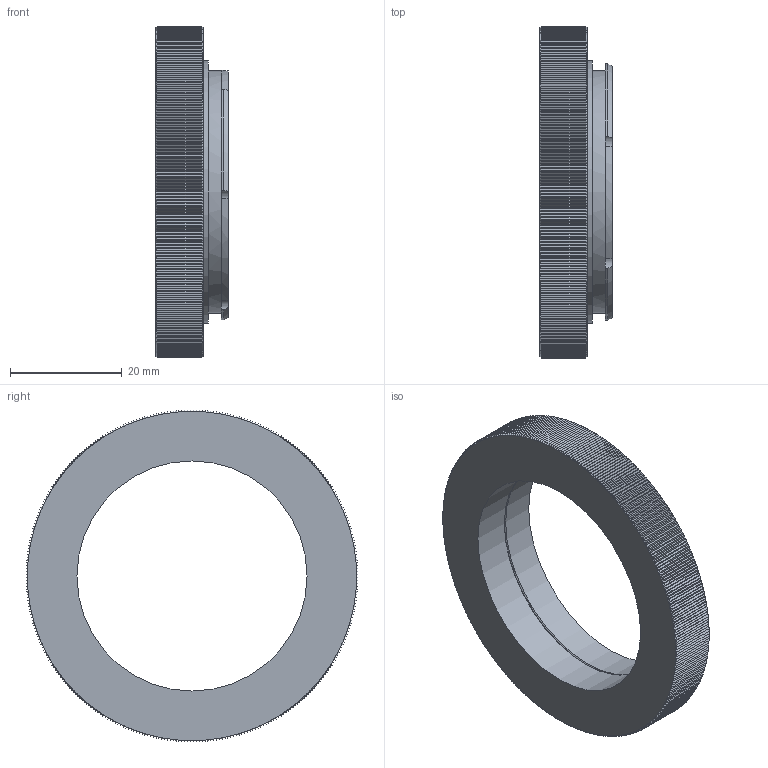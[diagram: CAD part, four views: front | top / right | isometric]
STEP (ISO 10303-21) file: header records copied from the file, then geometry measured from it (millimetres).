
FILE_DESCRIPTION(/* description */ (''),/* implementation_level */ '2;1');
FILE_NAME(/* name */ '21591_SCH 0058-6_Adapter T2 - NIKON.stp',/* time_stamp */ '2019-05-28T16:13:13+02:00',/* author */ (''),/* organization */ (''),/* preprocessor_version */ 'ST-DEVELOPER v16',/* originating_system */ 'SIEMENS PLM Software NX 10.0',/* authorisation */ '');
FILE_SCHEMA (('AP203_CONFIGURATION_CONTROLLED_3D_DESIGN_OF_MECHANICAL_PARTS_AND_ASSEMBLIES_MIM_LF { 1 0 10303 403 2 1 2}'));
Length unit declared in the file: millimetre
Products named in the file (1): guge1048B46F7j3o
Bounding box: 13 x 59.52 x 59.52 mm (x, y, z)
Volume: 12908.8 mm3; surface area: 7552.3 mm2
Topology: 1 solids, 1 shells, 1470 faces, 2950 edges, 1487 vertices
Faces by surface type: cone 727, plane 727, cylinder 16
Full cylindrical faces by diameter (mm): 41.25 x1, 41.5 x1, 43.5 x1, 47 x1
Entity records: 37690 total; most frequent: CARTESIAN_POINT 10273, ORIENTED_EDGE 5876, DIRECTION 5202, EDGE_CURVE 2938, AXIS2_PLACEMENT_3D 2235, EDGE_LOOP 1485, VERTEX_POINT 1483, ADVANCED_FACE 1470
